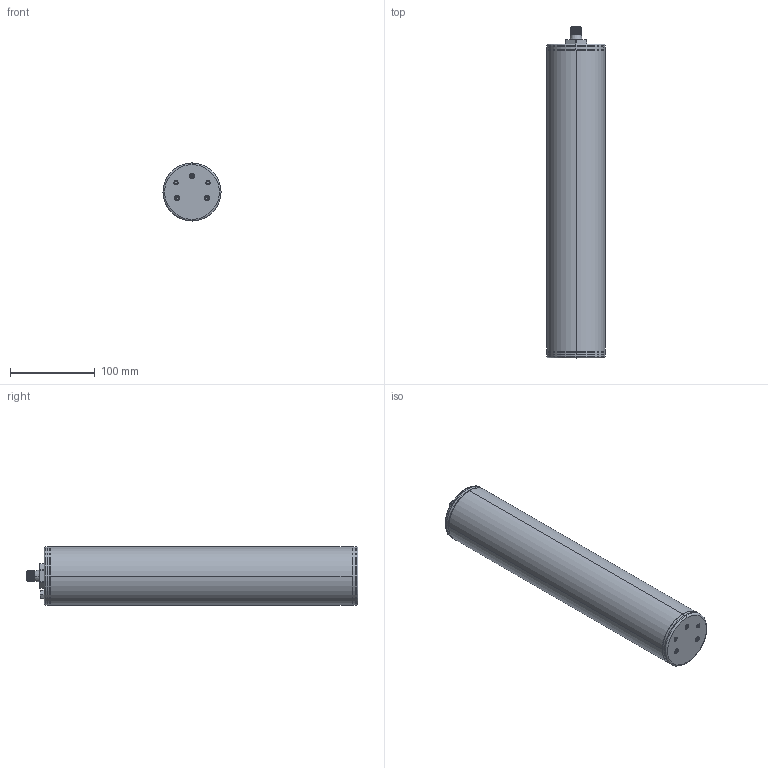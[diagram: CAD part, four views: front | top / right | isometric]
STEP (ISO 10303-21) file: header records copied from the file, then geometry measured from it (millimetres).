
FILE_DESCRIPTION((''),'2;1');
FILE_NAME('216288_ASM','2021-10-28T10:39:59',('PDMAdmin'),('BANNER ENGINEERING'),'CREO PARAMETRIC BY PTC INC, 2019292','CREO PARAMETRIC BY PTC INC, 2019292','');
FILE_SCHEMA(('CONFIG_CONTROL_DESIGN'));
Products named in the file (40): 208079_AF606; 208584_AF277; 208383_AF0; 93365A132_HEAT-SET_INSERTS_FOR__AF6; 93365A132_HEAT-SET_INSERTS_FOR__AF7; 93365A132_HEAT-SET_INSERTS_FOR__AF8; 208383_AF234_ASM; 208383_AF2; 93365A132_HEAT-SET_INSERTS_FOR__AF9; 93365A132_HEAT-SET_INSERTS_FOR__AF10; 93365A132_HEAT-SET_INSERTS_FOR__AF11; 208383_AF235_ASM; 215259_AF79; 209266_AF277; 208386_AF3; 208583_OLD_AF1; 219148_AF145_ASM; 215741_AF1; 08427; KLH_SEALEDAC_EURO_LEADS_AF1; IPBD_02_D_K_T_AF1; IPBD_02_D_K_TR_AF1; CC69L-1620-01-T-SP_AF4; CC69L-1620-01-T-SP_AF5; CC69L-1620-01-T-SP_AF6; CC69L-1620-01-T-SP_AF7; IPBD_02_D_K_AF1_ASM; 213946_AF78_ASM; 208806_AF609; 208386_AF2; 208385_OLD_AF0; 208384_AF0_ASM; 92196A154_18-8_STAINLESS_STEEL__AF64; 92196A154_18-8_STAINLESS_STEEL__AF66; 92196A154_18-8_STAINLESS_STEEL__AF70; 92196A154_18-8_STAINLESS_STEEL__AF88; 92196A154_18-8_STAINLESS_STEEL__AF89; 92196A154_18-8_STAINLESS_STEEL__AF90; SOMMS_VENT_M6_AF108; 216288_ASM
Assembly tree (39 placements, depth 4):
  216288_ASM
    208079_AF606
    208584_AF277
    208383_AF234_ASM
      208383_AF0
      93365A132_HEAT-SET_INSERTS_FOR__AF6
      93365A132_HEAT-SET_INSERTS_FOR__AF7
      93365A132_HEAT-SET_INSERTS_FOR__AF8
    208383_AF235_ASM
      208383_AF2
      93365A132_HEAT-SET_INSERTS_FOR__AF9
      93365A132_HEAT-SET_INSERTS_FOR__AF10
      93365A132_HEAT-SET_INSERTS_FOR__AF11
    215259_AF79
    209266_AF277
    219148_AF145_ASM
      208386_AF3
      208583_OLD_AF1
    213946_AF78_ASM
      215741_AF1
      08427
      KLH_SEALEDAC_EURO_LEADS_AF1
      IPBD_02_D_K_AF1_ASM
        IPBD_02_D_K_T_AF1
        IPBD_02_D_K_TR_AF1
        CC69L-1620-01-T-SP_AF4
        CC69L-1620-01-T-SP_AF5
        CC69L-1620-01-T-SP_AF6
        CC69L-1620-01-T-SP_AF7
    208806_AF609
    208384_AF0_ASM
      208386_AF2
      208385_OLD_AF0
    92196A154_18-8_STAINLESS_STEEL__AF64
    92196A154_18-8_STAINLESS_STEEL__AF66
    92196A154_18-8_STAINLESS_STEEL__AF70
    92196A154_18-8_STAINLESS_STEEL__AF88
    92196A154_18-8_STAINLESS_STEEL__AF89
    92196A154_18-8_STAINLESS_STEEL__AF90
    SOMMS_VENT_M6_AF108
Bounding box: 68.5 x 391 x 68.5 mm (x, y, z)
Volume: 101382.3 mm3; surface area: 202168.6 mm2
Topology: 23 solids, 23 shells, 501 faces, 1099 edges, 680 vertices
Faces by surface type: plane 160, cylinder 138, cone 112, torus 53, bspline 38
Entity records: 19977 total; most frequent: CARTESIAN_POINT 8100, DIRECTION 2527, ORIENTED_EDGE 2198, EDGE_CURVE 1099, AXIS2_PLACEMENT_3D 1063, VERTEX_POINT 680, EDGE_LOOP 563, FACE_OUTER_BOUND 501
